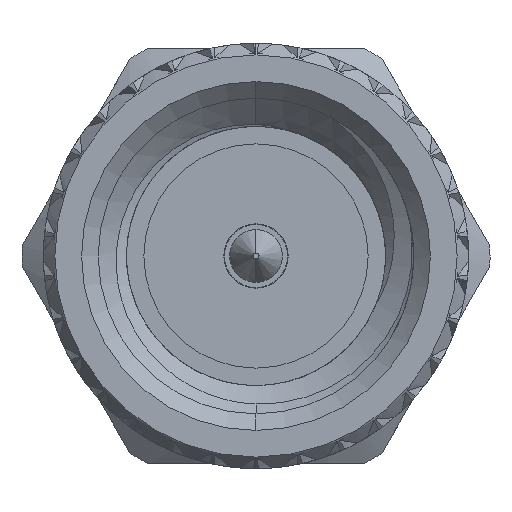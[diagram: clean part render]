
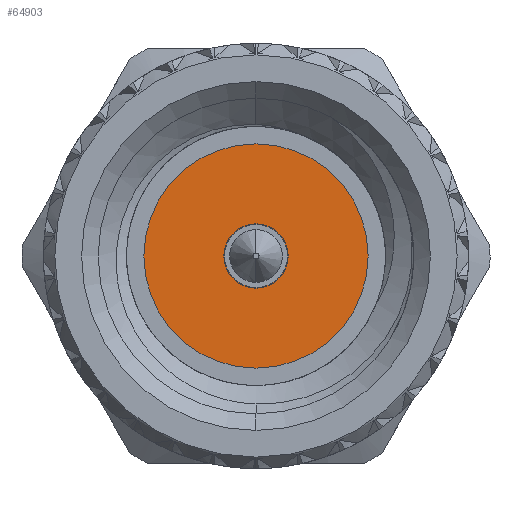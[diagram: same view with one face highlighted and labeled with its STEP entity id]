
A CAD part, left-side view. The second image highlights one B-rep face of the part: STEP entity #64903.
In plain terms, the highlighted planar face has unit normal (-1, 0, 0).
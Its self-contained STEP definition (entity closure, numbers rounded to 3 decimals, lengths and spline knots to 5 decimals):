
#3037 = CIRCLE ( 'NONE', #31918, 0.0675 ) ;
#3999 = CARTESIAN_POINT ( 'NONE',  ( 0.11, 0., 0. ) ) ;
#4627 = DIRECTION ( 'NONE',  ( 0., 0., 1. ) ) ;
#5274 = CIRCLE ( 'NONE', #38085, 0.0675 ) ;
#7445 = DIRECTION ( 'NONE',  ( -1., 0., 0. ) ) ;
#7920 = AXIS2_PLACEMENT_3D ( 'NONE', #82115, #55462, #54288 ) ;
#10886 = VERTEX_POINT ( 'NONE', #81526 ) ;
#13385 = CIRCLE ( 'NONE', #14356, 0.019 ) ;
#14356 = AXIS2_PLACEMENT_3D ( 'NONE', #3999, #64677, #65560 ) ;
#14590 = CARTESIAN_POINT ( 'NONE',  ( 0.11, 0., 0.0675 ) ) ;
#19418 = ORIENTED_EDGE ( 'NONE', *, *, #49862, .T. ) ;
#19769 = ORIENTED_EDGE ( 'NONE', *, *, #76982, .F. ) ;
#24647 = CARTESIAN_POINT ( 'NONE',  ( 0.11, 0., -0.0675 ) ) ;
#25118 = PLANE ( 'NONE',  #45977 ) ;
#25264 = CIRCLE ( 'NONE', #7920, 0.019 ) ;
#26335 = DIRECTION ( 'NONE',  ( -1., 0., 0. ) ) ;
#28327 = VERTEX_POINT ( 'NONE', #14590 ) ;
#31918 = AXIS2_PLACEMENT_3D ( 'NONE', #42676, #7445, #42086 ) ;
#32844 = EDGE_LOOP ( 'NONE', ( #19769, #69298 ) ) ;
#34110 = EDGE_CURVE ( 'NONE', #10886, #84783, #13385, .T. ) ;
#38085 = AXIS2_PLACEMENT_3D ( 'NONE', #47039, #26335, #53900 ) ;
#42086 = DIRECTION ( 'NONE',  ( 0., 0., 1. ) ) ;
#42676 = CARTESIAN_POINT ( 'NONE',  ( 0.11, 0., 0. ) ) ;
#42919 = ORIENTED_EDGE ( 'NONE', *, *, #47983, .T. ) ;
#45816 = CARTESIAN_POINT ( 'NONE',  ( 0.11, 0., 0. ) ) ;
#45977 = AXIS2_PLACEMENT_3D ( 'NONE', #45816, #52124, #4627 ) ;
#47039 = CARTESIAN_POINT ( 'NONE',  ( 0.11, 0., 0. ) ) ;
#47983 = EDGE_CURVE ( 'NONE', #28327, #69314, #5274, .T. ) ;
#49067 = CARTESIAN_POINT ( 'NONE',  ( 0.11, 0., 0.019 ) ) ;
#49862 = EDGE_CURVE ( 'NONE', #69314, #28327, #3037, .T. ) ;
#52124 = DIRECTION ( 'NONE',  ( -1., 0., 0. ) ) ;
#53900 = DIRECTION ( 'NONE',  ( 0., 0., 1. ) ) ;
#54288 = DIRECTION ( 'NONE',  ( 0., 0., 1. ) ) ;
#55462 = DIRECTION ( 'NONE',  ( -1., 0., 0. ) ) ;
#56418 = FACE_OUTER_BOUND ( 'NONE', #59715, .T. ) ;
#59715 = EDGE_LOOP ( 'NONE', ( #19418, #42919 ) ) ;
#64677 = DIRECTION ( 'NONE',  ( -1., 0., 0. ) ) ;
#64903 = ADVANCED_FACE ( 'NONE', ( #79001, #56418 ), #25118, .T. ) ;
#65560 = DIRECTION ( 'NONE',  ( 0., 0., 1. ) ) ;
#69298 = ORIENTED_EDGE ( 'NONE', *, *, #34110, .F. ) ;
#69314 = VERTEX_POINT ( 'NONE', #24647 ) ;
#76982 = EDGE_CURVE ( 'NONE', #84783, #10886, #25264, .T. ) ;
#79001 = FACE_BOUND ( 'NONE', #32844, .T. ) ;
#81526 = CARTESIAN_POINT ( 'NONE',  ( 0.11, 0., -0.019 ) ) ;
#82115 = CARTESIAN_POINT ( 'NONE',  ( 0.11, 0., 0. ) ) ;
#84783 = VERTEX_POINT ( 'NONE', #49067 ) ;
